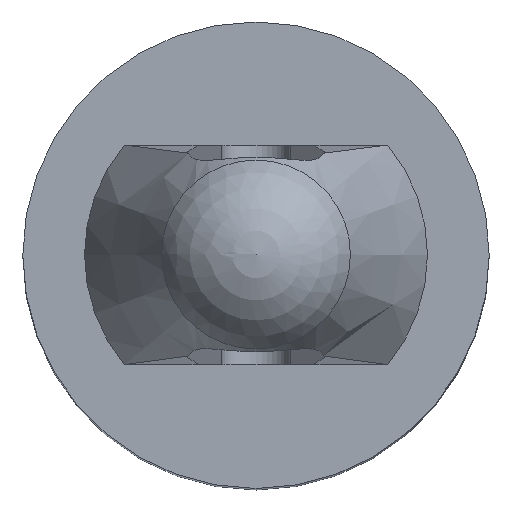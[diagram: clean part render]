
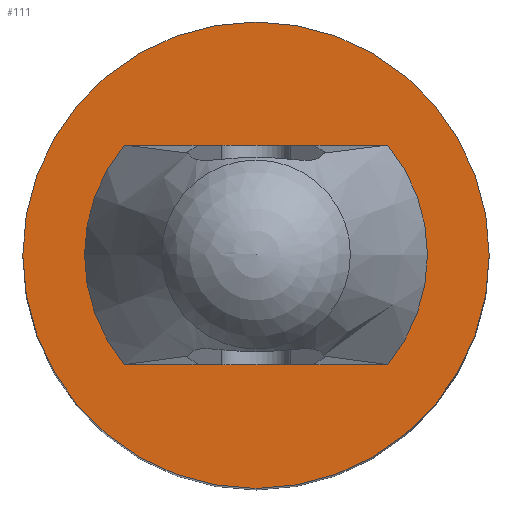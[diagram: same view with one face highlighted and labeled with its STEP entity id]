
A CAD part, top view. The second image highlights one B-rep face of the part: STEP entity #111.
In plain terms, the highlighted planar face has unit normal (0, 0, 1).
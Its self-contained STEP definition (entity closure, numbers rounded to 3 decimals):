
#111 = ADVANCED_FACE( '', ( #234, #235 ), #236, .T. );
#234 = FACE_BOUND( '', #365, .T. );
#235 = FACE_OUTER_BOUND( '', #366, .T. );
#236 = PLANE( '', #367 );
#365 = EDGE_LOOP( '', ( #648, #649, #650, #651, #652, #653 ) );
#366 = EDGE_LOOP( '', ( #654 ) );
#367 = AXIS2_PLACEMENT_3D( '', #655, #656, #657 );
#648 = ORIENTED_EDGE( '', *, *, #807, .T. );
#649 = ORIENTED_EDGE( '', *, *, #899, .F. );
#650 = ORIENTED_EDGE( '', *, *, #867, .F. );
#651 = ORIENTED_EDGE( '', *, *, #900, .T. );
#652 = ORIENTED_EDGE( '', *, *, #824, .T. );
#653 = ORIENTED_EDGE( '', *, *, #846, .T. );
#654 = ORIENTED_EDGE( '', *, *, #901, .F. );
#655 = CARTESIAN_POINT( '', ( -0.95, 0., 3.25 ) );
#656 = DIRECTION( '', ( 0., 0., 1. ) );
#657 = DIRECTION( '', ( 1., 0., 0. ) );
#807 = EDGE_CURVE( '', #973, #971, #974, .T. );
#824 = EDGE_CURVE( '', #993, #1000, #1002, .T. );
#846 = EDGE_CURVE( '', #1000, #973, #1035, .T. );
#867 = EDGE_CURVE( '', #1064, #1042, #1065, .T. );
#899 = EDGE_CURVE( '', #1042, #971, #1110, .T. );
#900 = EDGE_CURVE( '', #1064, #993, #1111, .T. );
#901 = EDGE_CURVE( '', #1112, #1112, #1113, .T. );
#971 = VERTEX_POINT( '', #1224 );
#973 = VERTEX_POINT( '', #1227 );
#974 = CIRCLE( '', #1228, 0.95 );
#993 = VERTEX_POINT( '', #1264 );
#1000 = VERTEX_POINT( '', #1274 );
#1002 = LINE( '', #1276, #1277 );
#1035 = LINE( '', #1328, #1329 );
#1042 = VERTEX_POINT( '', #1338 );
#1064 = VERTEX_POINT( '', #1367 );
#1065 = LINE( '', #1368, #1369 );
#1110 = LINE( '', #1469, #1470 );
#1111 = CIRCLE( '', #1471, 0.95 );
#1112 = VERTEX_POINT( '', #1472 );
#1113 = CIRCLE( '', #1473, 1.7 );
#1224 = CARTESIAN_POINT( '', ( -0.512, 0.8, 3.25 ) );
#1227 = CARTESIAN_POINT( '', ( -0.512, -0.8, 3.25 ) );
#1228 = AXIS2_PLACEMENT_3D( '', #1529, #1530, #1531 );
#1264 = CARTESIAN_POINT( '', ( 0.512, -0.8, 3.25 ) );
#1274 = CARTESIAN_POINT( '', ( 0., -0.8, 3.25 ) );
#1276 = CARTESIAN_POINT( '', ( 1.7, -0.8, 3.25 ) );
#1277 = VECTOR( '', #1545, 1000. );
#1328 = CARTESIAN_POINT( '', ( 1.7, -0.8, 3.25 ) );
#1329 = VECTOR( '', #1565, 1000. );
#1338 = CARTESIAN_POINT( '', ( 0., 0.8, 3.25 ) );
#1367 = CARTESIAN_POINT( '', ( 0.512, 0.8, 3.25 ) );
#1368 = CARTESIAN_POINT( '', ( 1.7, 0.8, 3.25 ) );
#1369 = VECTOR( '', #1593, 1000. );
#1469 = CARTESIAN_POINT( '', ( 1.7, 0.8, 3.25 ) );
#1470 = VECTOR( '', #1628, 1000. );
#1471 = AXIS2_PLACEMENT_3D( '', #1629, #1630, #1631 );
#1472 = CARTESIAN_POINT( '', ( -1.7, 0., 3.25 ) );
#1473 = AXIS2_PLACEMENT_3D( '', #1632, #1633, #1634 );
#1529 = CARTESIAN_POINT( '', ( 0., 0., 3.25 ) );
#1530 = DIRECTION( '', ( 0., 0., -1. ) );
#1531 = DIRECTION( '', ( -1., 0., 0. ) );
#1545 = DIRECTION( '', ( -1., 0., 0. ) );
#1565 = DIRECTION( '', ( -1., 0., 0. ) );
#1593 = DIRECTION( '', ( -1., 0., 0. ) );
#1628 = DIRECTION( '', ( -1., 0., 0. ) );
#1629 = CARTESIAN_POINT( '', ( 0., 0., 3.25 ) );
#1630 = DIRECTION( '', ( 0., 0., -1. ) );
#1631 = DIRECTION( '', ( -1., 0., 0. ) );
#1632 = CARTESIAN_POINT( '', ( 0., 0., 3.25 ) );
#1633 = DIRECTION( '', ( 0., 0., -1. ) );
#1634 = DIRECTION( '', ( -1., 0., 0. ) );
